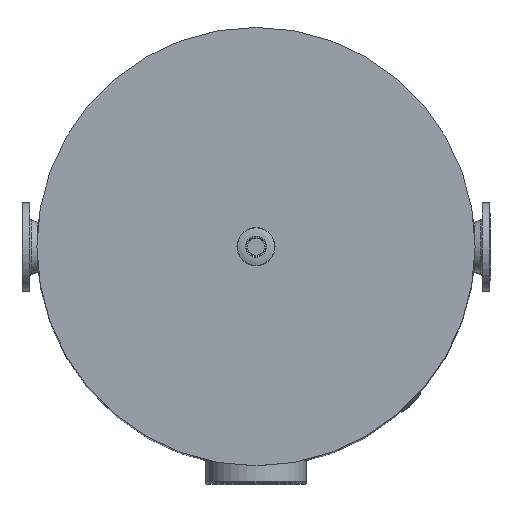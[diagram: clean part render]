
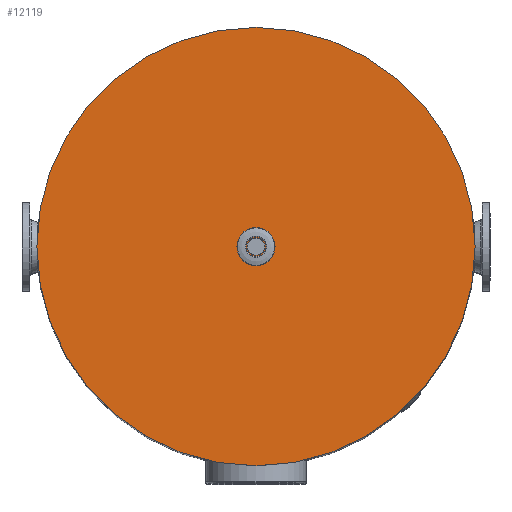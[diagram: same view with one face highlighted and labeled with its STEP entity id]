
A CAD part, top view. The second image highlights one B-rep face of the part: STEP entity #12119.
In plain terms, the highlighted planar face has unit normal (0, 0, 1).
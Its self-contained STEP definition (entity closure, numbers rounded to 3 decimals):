
#2250=PLANE('',#13555);
#2696=FACE_BOUND('',#4740,.T.);
#3507=FACE_OUTER_BOUND('',#4739,.T.);
#4739=EDGE_LOOP('',(#10907));
#4740=EDGE_LOOP('',(#10908));
#5445=CIRCLE('',#13549,25.);
#5448=CIRCLE('',#13553,620.);
#6565=VERTEX_POINT('',#21541);
#6568=VERTEX_POINT('',#21548);
#8041=EDGE_CURVE('',#6565,#6565,#5445,.T.);
#8044=EDGE_CURVE('',#6568,#6568,#5448,.T.);
#10907=ORIENTED_EDGE('',*,*,#8044,.T.);
#10908=ORIENTED_EDGE('',*,*,#8041,.T.);
#12119=ADVANCED_FACE('',(#3507,#2696),#2250,.T.);
#13549=AXIS2_PLACEMENT_3D('',#21542,#17095,#17096);
#13553=AXIS2_PLACEMENT_3D('',#21549,#17103,#17104);
#13555=AXIS2_PLACEMENT_3D('',#21551,#17107,#17108);
#17095=DIRECTION('center_axis',(0.,0.,-1.));
#17096=DIRECTION('ref_axis',(1.,0.,0.));
#17103=DIRECTION('center_axis',(0.,0.,1.));
#17104=DIRECTION('ref_axis',(1.,0.,0.));
#17107=DIRECTION('center_axis',(0.,0.,1.));
#17108=DIRECTION('ref_axis',(1.,0.,0.));
#21541=CARTESIAN_POINT('',(-25.,0.,2100.));
#21542=CARTESIAN_POINT('Origin',(0.,0.,2100.));
#21548=CARTESIAN_POINT('',(620.,0.,2100.));
#21549=CARTESIAN_POINT('Origin',(0.,0.,2100.));
#21551=CARTESIAN_POINT('Origin',(0.,0.,2100.));
